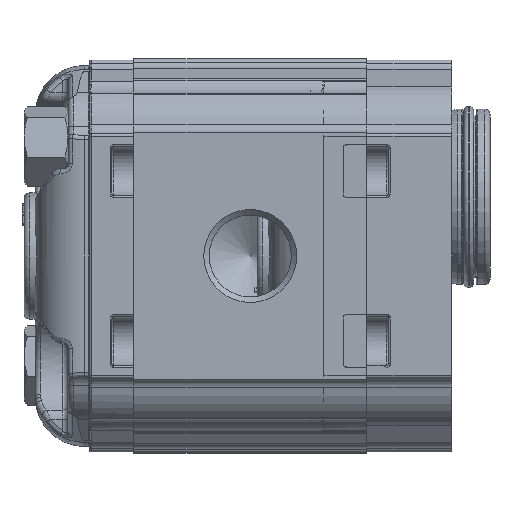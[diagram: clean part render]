
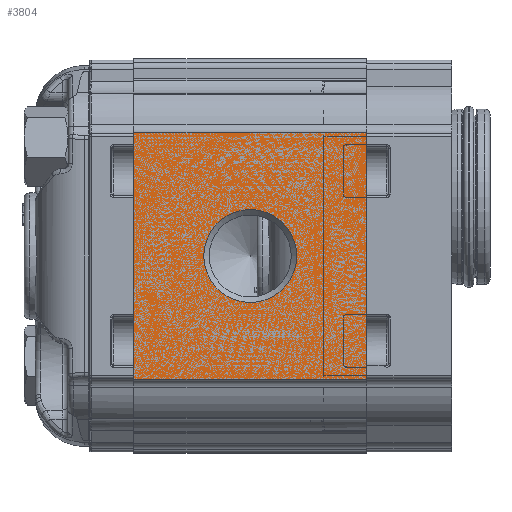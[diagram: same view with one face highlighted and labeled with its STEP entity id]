
A CAD part, left-side view. The second image highlights one B-rep face of the part: STEP entity #3804.
In plain terms, the highlighted face is planar.
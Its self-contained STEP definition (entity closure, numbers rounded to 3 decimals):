
#3804 = ADVANCED_FACE( '', ( #8578, #8579 ), #8580, .T. );
#8578 = FACE_BOUND( '', #16276, .T. );
#8579 = FACE_OUTER_BOUND( '', #16277, .T. );
#8580 = PLANE( '', #16278 );
#16276 = EDGE_LOOP( '', ( #29528 ) );
#16277 = EDGE_LOOP( '', ( #29529, #29530, #29531, #29532 ) );
#16278 = AXIS2_PLACEMENT_3D( '', #29533, #29534, #29535 );
#29528 = ORIENTED_EDGE( '', *, *, #39183, .T. );
#29529 = ORIENTED_EDGE( '', *, *, #41521, .T. );
#29530 = ORIENTED_EDGE( '', *, *, #38392, .T. );
#29531 = ORIENTED_EDGE( '', *, *, #41522, .T. );
#29532 = ORIENTED_EDGE( '', *, *, #40889, .F. );
#29533 = CARTESIAN_POINT( '', ( 33., 125.178, -45.494 ) );
#29534 = DIRECTION( '', ( 1., 0., 0. ) );
#29535 = DIRECTION( '', ( 0., 0., -1. ) );
#38392 = EDGE_CURVE( '', #45855, #45853, #45856, .T. );
#39183 = EDGE_CURVE( '', #47108, #47108, #47109, .F. );
#40889 = EDGE_CURVE( '', #49673, #49675, #49676, .T. );
#41521 = EDGE_CURVE( '', #49673, #45855, #50515, .T. );
#41522 = EDGE_CURVE( '', #45853, #49675, #50516, .F. );
#45853 = VERTEX_POINT( '', #57724 );
#45855 = VERTEX_POINT( '', #57726 );
#45856 = LINE( '', #57727, #57728 );
#47108 = VERTEX_POINT( '', #60309 );
#47109 = CIRCLE( '', #60310, 8.475 );
#49673 = VERTEX_POINT( '', #65689 );
#49675 = VERTEX_POINT( '', #65691 );
#49676 = LINE( '', #65692, #65693 );
#50515 = LINE( '', #67447, #67448 );
#50516 = LINE( '', #67449, #67450 );
#57724 = CARTESIAN_POINT( '', ( 33., 0., -22.5 ) );
#57726 = CARTESIAN_POINT( '', ( 33., 0., 22.5 ) );
#57727 = CARTESIAN_POINT( '', ( 33., 0., -21.711 ) );
#57728 = VECTOR( '', #73132, 1000. );
#60309 = CARTESIAN_POINT( '', ( 33., 21.25, -8.475 ) );
#60310 = AXIS2_PLACEMENT_3D( '', #74106, #74107, #74108 );
#65689 = CARTESIAN_POINT( '', ( 33., 42.5, 22.5 ) );
#65691 = CARTESIAN_POINT( '', ( 33., 42.5, -22.5 ) );
#65692 = CARTESIAN_POINT( '', ( 33., 42.5, -21.711 ) );
#65693 = VECTOR( '', #76047, 1000. );
#67447 = CARTESIAN_POINT( '', ( 33., 42.5, 22.5 ) );
#67448 = VECTOR( '', #76686, 1000. );
#67449 = CARTESIAN_POINT( '', ( 33., 42.5, -22.5 ) );
#67450 = VECTOR( '', #76687, 1000. );
#73132 = DIRECTION( '', ( 0., 0., -1. ) );
#74106 = CARTESIAN_POINT( '', ( 33., 21.25, 0. ) );
#74107 = DIRECTION( '', ( 1., 0., 0. ) );
#74108 = DIRECTION( '', ( 0., 0., -1. ) );
#76047 = DIRECTION( '', ( 0., 0., -1. ) );
#76686 = DIRECTION( '', ( 0., -1., 0. ) );
#76687 = DIRECTION( '', ( 0., -1., 0. ) );
